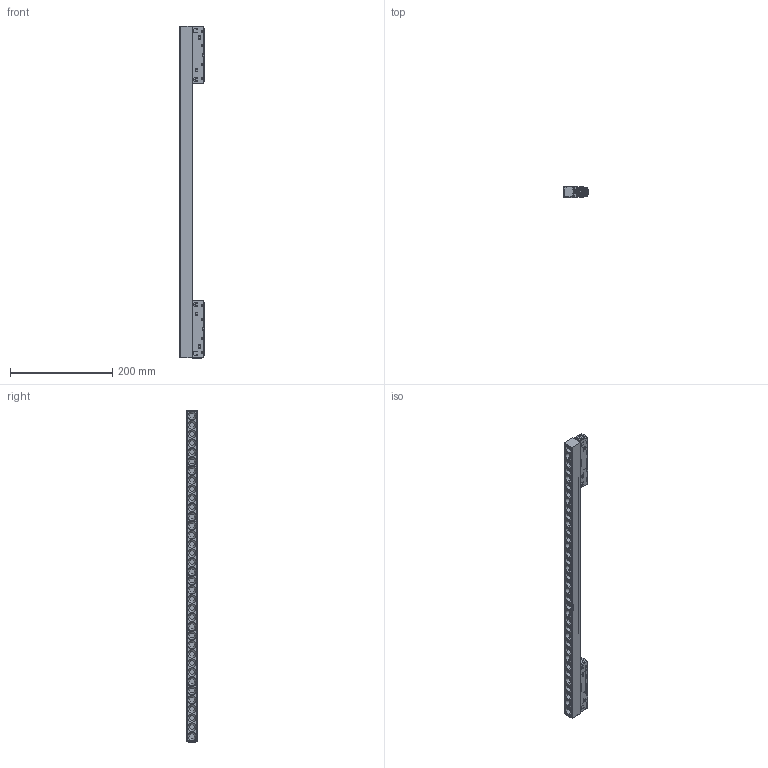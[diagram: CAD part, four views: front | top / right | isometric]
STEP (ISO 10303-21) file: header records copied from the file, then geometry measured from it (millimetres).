
FILE_DESCRIPTION((''),'2;1');
FILE_NAME('202-650_ASM','2022-06-08T',('Administrator'),(''),'PRO/ENGINEER BY PARAMETRIC TECHNOLOGY CORPORATION, 2014320','PRO/ENGINEER BY PARAMETRIC TECHNOLOGY CORPORATION, 2014320','');
FILE_SCHEMA(('CONFIG_CONTROL_DESIGN'));
Length unit declared in the file: millimetre
Products named in the file (21): DENGTONG652; TOUJING-6; ZHEGUAGNZHAO-6; GUANGYUANBAN-6; GESHAN-6_ASM; PRODUCT_36521; 25X5X2____; PRODUCT_39907_ASM; PRODUCT_34958; PRODUCT_17918_ASM; PRODUCT_13814; ________-A; __________-12; PRODUCT_4456; ________-B; PRODUCT_12557; ________-______; PRODUCT_12973_ASM; YUANTOULUOSIM3; CIXIGUIDAOTOU_ASM; 202-650_ASM
Assembly tree (30 placements, depth 6):
  202-650_ASM
    DENGTONG652
    GESHAN-6_ASM  x6
      TOUJING-6
      ZHEGUAGNZHAO-6
      GUANGYUANBAN-6
    CIXIGUIDAOTOU_ASM  x2
      PRODUCT_12973_ASM
        PRODUCT_17918_ASM
          PRODUCT_39907_ASM  x2
            PRODUCT_36521
            25X5X2____
          PRODUCT_34958
        PRODUCT_13814
        ________-A  x2
        __________-12
        PRODUCT_4456
        ________-B  x2
        PRODUCT_12557
        ________-______
      YUANTOULUOSIM3
Bounding box: 47.6 x 22 x 650.51 mm (x, y, z)
Volume: 187440.1 mm3; surface area: 276249.6 mm2
Topology: 51 solids, 51 shells, 5620 faces, 15052 edges, 9622 vertices
Faces by surface type: plane 3836, cylinder 800, cone 578, bspline 200, sphere 104, extrusion 82, torus 20
Entity records: 58432 total; most frequent: CARTESIAN_POINT 16799, ORIENTED_EDGE 8862, DIRECTION 8078, EDGE_CURVE 4431, VECTOR 3264, LINE 3245, VERTEX_POINT 2870, AXIS2_PLACEMENT_3D 2407
